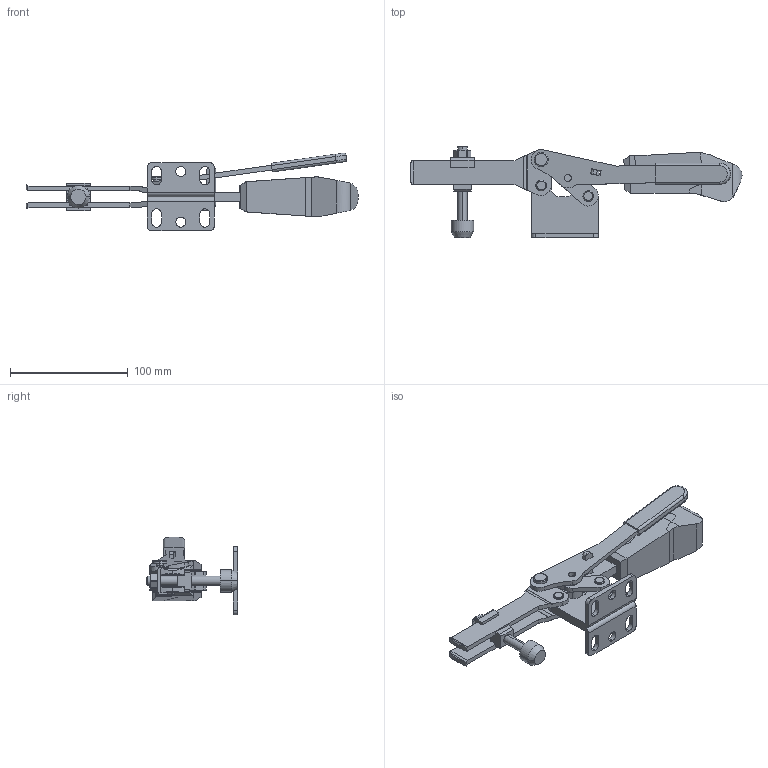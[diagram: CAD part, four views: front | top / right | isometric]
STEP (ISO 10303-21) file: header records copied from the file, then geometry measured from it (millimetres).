
FILE_DESCRIPTION (( 'STEP AP214' ), '1' );
FILE_NAME ('EH 23330.1605.STEP', '2019-10-25T05:44:11', ( '' ), ( '' ), 'SwSTEP 2.0', 'SolidWorks 2019', '' );
FILE_SCHEMA (( 'AUTOMOTIVE_DESIGN' ));
Length unit declared in the file: millimetre
Products named in the file (9): _93112-2.stp; _30MS-M8-4.stp; _146258.stp; EH 23330.1605; _93112-3_0.stp; _491777.stp; _93112-6_0.stp; _557248.stp; _93047-1.stp
Assembly tree (8 placements, depth 2):
  EH 23330.1605
    _93047-1.stp
    _93112-2.stp
    _93112-3_0.stp
    _557248.stp
    _491777.stp
    _30MS-M8-4.stp
    _146258.stp
    _93112-6_0.stp
Bounding box: 282.17 x 78 x 66.21 mm (x, y, z)
Volume: 190790.3 mm3; surface area: 65256.3 mm2
Topology: 8 solids, 9 shells, 391 faces, 1026 edges, 670 vertices
Faces by surface type: plane 198, cylinder 159, torus 18, cone 16
Entity records: 13032 total; most frequent: CARTESIAN_POINT 2597, ORIENTED_EDGE 2052, DIRECTION 2014, EDGE_CURVE 1026, AXIS2_PLACEMENT_3D 694, VERTEX_POINT 670, LINE 626, VECTOR 626
